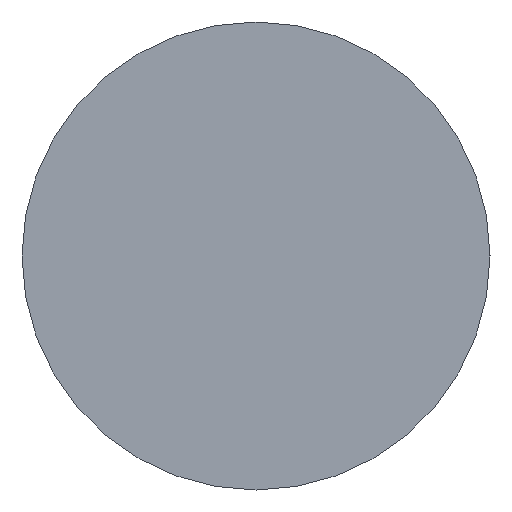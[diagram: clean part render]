
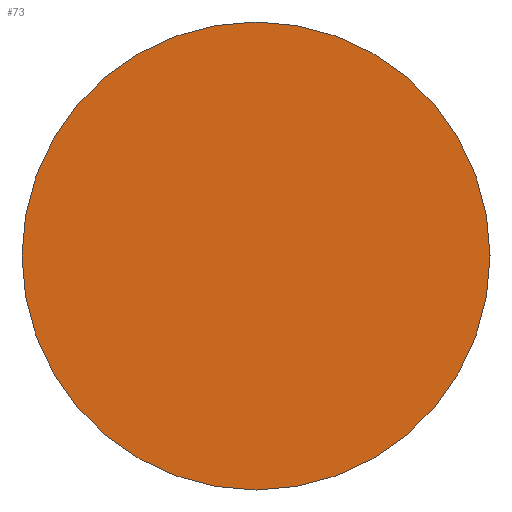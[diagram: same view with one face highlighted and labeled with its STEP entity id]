
A CAD part, left-side view. The second image highlights one B-rep face of the part: STEP entity #73.
In plain terms, the highlighted planar face has unit normal (-1, 0, 0).
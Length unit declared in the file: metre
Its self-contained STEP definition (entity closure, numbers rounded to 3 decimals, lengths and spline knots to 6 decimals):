
#17=ORIENTED_EDGE('',*,*,#29,.F.);
#29=EDGE_CURVE('',#35,#35,#41,.T.);
#35=VERTEX_POINT('',#137);
#41=CIRCLE('',#94,0.007938);
#47=EDGE_LOOP('',(#17));
#59=FACE_BOUND('',#47,.T.);
#71=PLANE('',#93);
#73=ADVANCED_FACE('',(#59),#71,.F.);
#93=AXIS2_PLACEMENT_3D('',#135,#108,#109);
#94=AXIS2_PLACEMENT_3D('',#136,#110,#111);
#108=DIRECTION('',(1.,0.,0.));
#109=DIRECTION('',(0.,1.,0.));
#110=DIRECTION('',(1.,0.,0.));
#111=DIRECTION('',(0.,1.,0.));
#135=CARTESIAN_POINT('',(0.019034,0.003763,0.009));
#136=CARTESIAN_POINT('',(0.019034,0.003763,0.009));
#137=CARTESIAN_POINT('',(0.019034,0.011701,0.009));
